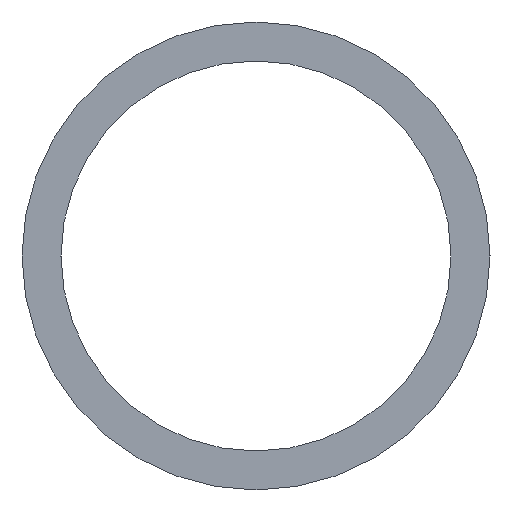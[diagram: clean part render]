
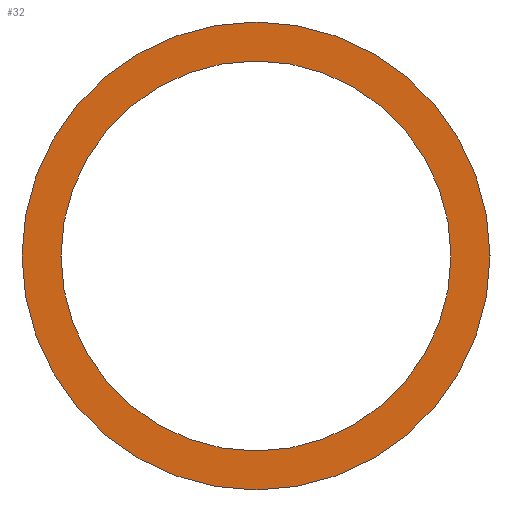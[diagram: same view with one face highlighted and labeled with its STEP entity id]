
A CAD part, left-side view. The second image highlights one B-rep face of the part: STEP entity #32.
In plain terms, the highlighted planar face has unit normal (-1, 0, 0).
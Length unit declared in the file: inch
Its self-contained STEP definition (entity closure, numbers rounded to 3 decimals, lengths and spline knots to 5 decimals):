
#2 = VERTEX_POINT ( 'NONE', #94 ) ;
#6 = CARTESIAN_POINT ( 'NONE',  ( -23.5, 0., -0.375 ) ) ;
#8 = EDGE_LOOP ( 'NONE', ( #153, #81 ) ) ;
#9 = CIRCLE ( 'NONE', #160, 0.3125 ) ;
#19 = EDGE_CURVE ( 'NONE', #31, #2, #196, .T. ) ;
#31 = VERTEX_POINT ( 'NONE', #6 ) ;
#32 = ADVANCED_FACE ( 'NONE', ( #128, #109 ), #37, .F. ) ;
#37 = PLANE ( 'NONE',  #53 ) ;
#47 = CIRCLE ( 'NONE', #110, 0.3125 ) ;
#53 = AXIS2_PLACEMENT_3D ( 'NONE', #213, #78, #113 ) ;
#61 = CARTESIAN_POINT ( 'NONE',  ( -23.5, 0., 0. ) ) ;
#67 = DIRECTION ( 'NONE',  ( 0., 0., -1. ) ) ;
#68 = CARTESIAN_POINT ( 'NONE',  ( -23.5, 0., -0.3125 ) ) ;
#78 = DIRECTION ( 'NONE',  ( 1., 0., 0. ) ) ;
#81 = ORIENTED_EDGE ( 'NONE', *, *, #124, .T. ) ;
#83 = CARTESIAN_POINT ( 'NONE',  ( -23.5, 0., 0. ) ) ;
#92 = EDGE_CURVE ( 'NONE', #2, #31, #214, .T. ) ;
#94 = CARTESIAN_POINT ( 'NONE',  ( -23.5, 0., 0.375 ) ) ;
#98 = DIRECTION ( 'NONE',  ( 1., 0., 0. ) ) ;
#103 = ORIENTED_EDGE ( 'NONE', *, *, #92, .F. ) ;
#109 = FACE_BOUND ( 'NONE', #8, .T. ) ;
#110 = AXIS2_PLACEMENT_3D ( 'NONE', #61, #220, #67 ) ;
#113 = DIRECTION ( 'NONE',  ( 0., 0., -1. ) ) ;
#118 = EDGE_CURVE ( 'NONE', #126, #167, #47, .T. ) ;
#124 = EDGE_CURVE ( 'NONE', #167, #126, #9, .T. ) ;
#125 = DIRECTION ( 'NONE',  ( 1., 0., 0. ) ) ;
#126 = VERTEX_POINT ( 'NONE', #147 ) ;
#128 = FACE_OUTER_BOUND ( 'NONE', #155, .T. ) ;
#143 = AXIS2_PLACEMENT_3D ( 'NONE', #169, #125, #199 ) ;
#147 = CARTESIAN_POINT ( 'NONE',  ( -23.5, 0., 0.3125 ) ) ;
#148 = AXIS2_PLACEMENT_3D ( 'NONE', #212, #98, #161 ) ;
#153 = ORIENTED_EDGE ( 'NONE', *, *, #118, .T. ) ;
#155 = EDGE_LOOP ( 'NONE', ( #103, #164 ) ) ;
#160 = AXIS2_PLACEMENT_3D ( 'NONE', #83, #204, #163 ) ;
#161 = DIRECTION ( 'NONE',  ( 0., 0., -1. ) ) ;
#163 = DIRECTION ( 'NONE',  ( 0., 0., -1. ) ) ;
#164 = ORIENTED_EDGE ( 'NONE', *, *, #19, .F. ) ;
#167 = VERTEX_POINT ( 'NONE', #68 ) ;
#169 = CARTESIAN_POINT ( 'NONE',  ( -23.5, 0., 0. ) ) ;
#196 = CIRCLE ( 'NONE', #143, 0.375 ) ;
#199 = DIRECTION ( 'NONE',  ( 0., 0., -1. ) ) ;
#204 = DIRECTION ( 'NONE',  ( 1., 0., 0. ) ) ;
#212 = CARTESIAN_POINT ( 'NONE',  ( -23.5, 0., 0. ) ) ;
#213 = CARTESIAN_POINT ( 'NONE',  ( -23.5, 0., 0. ) ) ;
#214 = CIRCLE ( 'NONE', #148, 0.375 ) ;
#220 = DIRECTION ( 'NONE',  ( 1., 0., 0. ) ) ;
